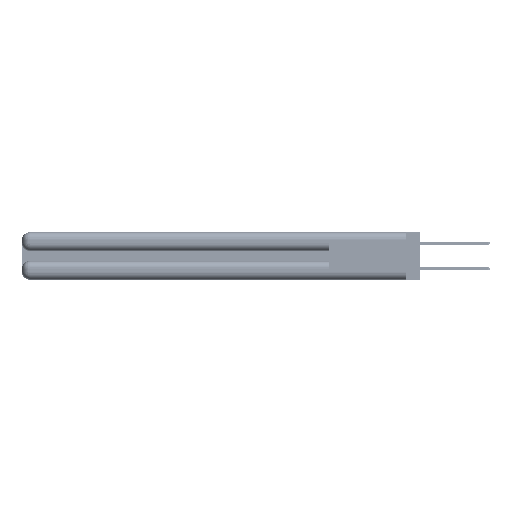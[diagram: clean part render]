
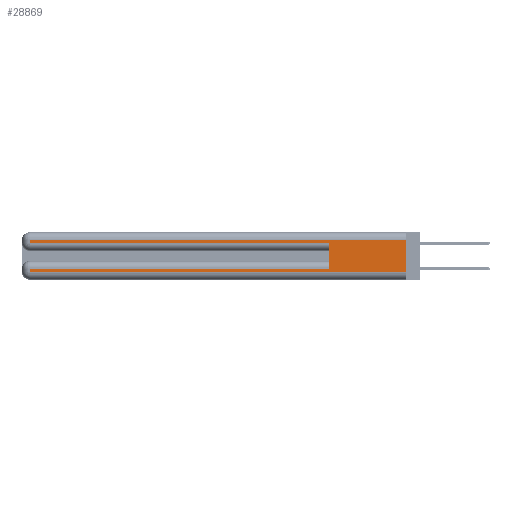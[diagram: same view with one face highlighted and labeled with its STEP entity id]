
A CAD part, left-side view. The second image highlights one B-rep face of the part: STEP entity #28869.
In plain terms, the highlighted planar face has unit normal (-1, 0, 0).
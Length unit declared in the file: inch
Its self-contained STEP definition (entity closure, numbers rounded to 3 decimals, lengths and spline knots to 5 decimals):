
#901 = LINE ( 'NONE', #17313, #27872 ) ;
#1580 = DIRECTION ( 'NONE',  ( 0., 1., 0. ) ) ;
#3138 = EDGE_CURVE ( 'NONE', #46201, #29218, #19997, .T. ) ;
#3633 = LINE ( 'NONE', #40094, #13704 ) ;
#4122 = AXIS2_PLACEMENT_3D ( 'NONE', #52744, #23107, #31075 ) ;
#6047 = EDGE_CURVE ( 'NONE', #42748, #42788, #19159, .T. ) ;
#8067 = CARTESIAN_POINT ( 'NONE',  ( 0., 0., 0.37 ) ) ;
#8723 = ORIENTED_EDGE ( 'NONE', *, *, #3138, .T. ) ;
#12495 = CARTESIAN_POINT ( 'NONE',  ( 0., 2.94, 0.37 ) ) ;
#12622 = LINE ( 'NONE', #14147, #41624 ) ;
#12765 = FACE_OUTER_BOUND ( 'NONE', #28434, .T. ) ;
#13704 = VECTOR ( 'NONE', #40830, 39.37008 ) ;
#13974 = CARTESIAN_POINT ( 'NONE',  ( 0., 0., 0.31 ) ) ;
#14026 = VERTEX_POINT ( 'NONE', #24395 ) ;
#14147 = CARTESIAN_POINT ( 'NONE',  ( 0., 0.6, 0.145 ) ) ;
#14435 = PLANE ( 'NONE',  #4122 ) ;
#15083 = CARTESIAN_POINT ( 'NONE',  ( 0., 2.94, 0.085 ) ) ;
#15272 = VECTOR ( 'NONE', #1580, 39.37008 ) ;
#15642 = CARTESIAN_POINT ( 'NONE',  ( 0., 0., 0.31 ) ) ;
#16308 = EDGE_CURVE ( 'NONE', #42903, #25519, #901, .T. ) ;
#16462 = CARTESIAN_POINT ( 'NONE',  ( 0., 2.94, 0.285 ) ) ;
#16688 = LINE ( 'NONE', #38698, #39617 ) ;
#16854 = DIRECTION ( 'NONE',  ( 0., 0., -1. ) ) ;
#17060 = CARTESIAN_POINT ( 'NONE',  ( 0., 2.94, 0.31 ) ) ;
#17313 = CARTESIAN_POINT ( 'NONE',  ( 0., 0., 0.06 ) ) ;
#17518 = ORIENTED_EDGE ( 'NONE', *, *, #51022, .T. ) ;
#18411 = ORIENTED_EDGE ( 'NONE', *, *, #16308, .T. ) ;
#19159 = LINE ( 'NONE', #38191, #36704 ) ;
#19997 = LINE ( 'NONE', #13974, #15272 ) ;
#20282 = ORIENTED_EDGE ( 'NONE', *, *, #37818, .T. ) ;
#22010 = DIRECTION ( 'NONE',  ( 0., -1., 0. ) ) ;
#22982 = ORIENTED_EDGE ( 'NONE', *, *, #6047, .T. ) ;
#23107 = DIRECTION ( 'NONE',  ( 1., 0., 0. ) ) ;
#24395 = CARTESIAN_POINT ( 'NONE',  ( 0., 0.6, 0.285 ) ) ;
#25519 = VERTEX_POINT ( 'NONE', #41237 ) ;
#27872 = VECTOR ( 'NONE', #22010, 39.37008 ) ;
#28434 = EDGE_LOOP ( 'NONE', ( #35740, #8723, #17518, #20282, #35662, #22982, #48815, #18411 ) ) ;
#28869 = ADVANCED_FACE ( 'NONE', ( #12765 ), #14435, .F. ) ;
#29218 = VERTEX_POINT ( 'NONE', #17060 ) ;
#29763 = LINE ( 'NONE', #12495, #39848 ) ;
#30174 = CARTESIAN_POINT ( 'NONE',  ( 0., 2.94, 0.06 ) ) ;
#31075 = DIRECTION ( 'NONE',  ( 0., 0., -1. ) ) ;
#31540 = DIRECTION ( 'NONE',  ( 0., 0., 1. ) ) ;
#31742 = VERTEX_POINT ( 'NONE', #16462 ) ;
#33882 = DIRECTION ( 'NONE',  ( 0., 1., 0. ) ) ;
#35662 = ORIENTED_EDGE ( 'NONE', *, *, #38075, .F. ) ;
#35740 = ORIENTED_EDGE ( 'NONE', *, *, #47037, .F. ) ;
#36704 = VECTOR ( 'NONE', #33882, 39.37008 ) ;
#36778 = CARTESIAN_POINT ( 'NONE',  ( 0., 0.6, 0.085 ) ) ;
#37818 = EDGE_CURVE ( 'NONE', #31742, #14026, #16688, .T. ) ;
#38075 = EDGE_CURVE ( 'NONE', #42748, #14026, #12622, .T. ) ;
#38191 = CARTESIAN_POINT ( 'NONE',  ( 0., 0., 0.085 ) ) ;
#38698 = CARTESIAN_POINT ( 'NONE',  ( 0., 0., 0.285 ) ) ;
#39617 = VECTOR ( 'NONE', #47178, 39.37008 ) ;
#39848 = VECTOR ( 'NONE', #16854, 39.37008 ) ;
#40094 = CARTESIAN_POINT ( 'NONE',  ( 0., 2.94, 0.37 ) ) ;
#40177 = EDGE_CURVE ( 'NONE', #42788, #42903, #3633, .T. ) ;
#40830 = DIRECTION ( 'NONE',  ( 0., 0., -1. ) ) ;
#41237 = CARTESIAN_POINT ( 'NONE',  ( 0., 0., 0.06 ) ) ;
#41624 = VECTOR ( 'NONE', #31540, 39.37008 ) ;
#42748 = VERTEX_POINT ( 'NONE', #36778 ) ;
#42788 = VERTEX_POINT ( 'NONE', #15083 ) ;
#42903 = VERTEX_POINT ( 'NONE', #30174 ) ;
#45465 = LINE ( 'NONE', #8067, #50185 ) ;
#46201 = VERTEX_POINT ( 'NONE', #15642 ) ;
#47037 = EDGE_CURVE ( 'NONE', #46201, #25519, #45465, .T. ) ;
#47178 = DIRECTION ( 'NONE',  ( 0., -1., 0. ) ) ;
#48815 = ORIENTED_EDGE ( 'NONE', *, *, #40177, .T. ) ;
#50185 = VECTOR ( 'NONE', #51056, 39.37008 ) ;
#51022 = EDGE_CURVE ( 'NONE', #29218, #31742, #29763, .T. ) ;
#51056 = DIRECTION ( 'NONE',  ( 0., 0., -1. ) ) ;
#52744 = CARTESIAN_POINT ( 'NONE',  ( 0., 0., 0.37 ) ) ;
